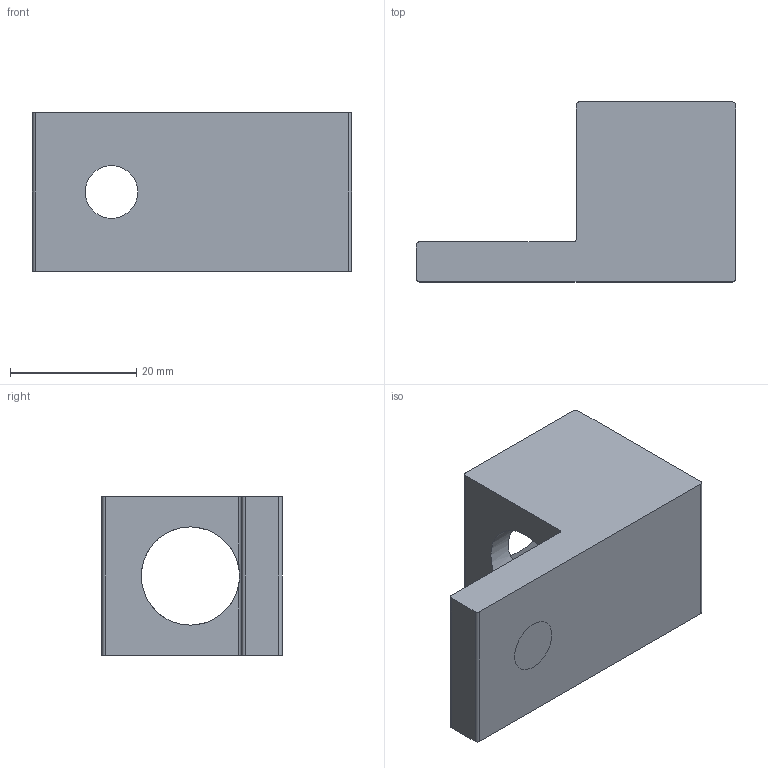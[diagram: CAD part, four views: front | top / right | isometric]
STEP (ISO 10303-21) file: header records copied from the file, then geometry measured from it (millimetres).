
FILE_DESCRIPTION(/* description */ (''),/* implementation_level */ '2;1');
FILE_NAME(/* name */ 'GLX5....stp',/* time_stamp */ '2019-03-11T14:26:16+01:00',/* author */ (''),/* organization */ (''),/* preprocessor_version */ 'ST-DEVELOPER v16',/* originating_system */ 'SIEMENS PLM Software NX 10.0',/* authorisation */ '');
FILE_SCHEMA (('AP203_CONFIGURATION_CONTROLLED_3D_DESIGN_OF_MECHANICAL_PARTS_AND_ASSEMBLIES_MIM_LF { 1 0 10303 403 2 1 2}'));
Length unit declared in the file: millimetre
Products named in the file (1): Rugg044CD80174do
Bounding box: 50.5 x 28.5 x 25.15 mm (x, y, z)
Surface area: 5875.2 mm2 (no closed solid volume)
Topology: 0 solids, 1 shells, 17 faces, 54 edges, 38 vertices
Faces by surface type: plane 10, cylinder 7
Full cylindrical faces by diameter (mm): 15.55 x1
Entity records: 719 total; most frequent: CARTESIAN_POINT 147, DIRECTION 103, ORIENTED_EDGE 91, EDGE_CURVE 49, AXIS2_PLACEMENT_3D 38, VERTEX_POINT 34, LINE 27, VECTOR 27
